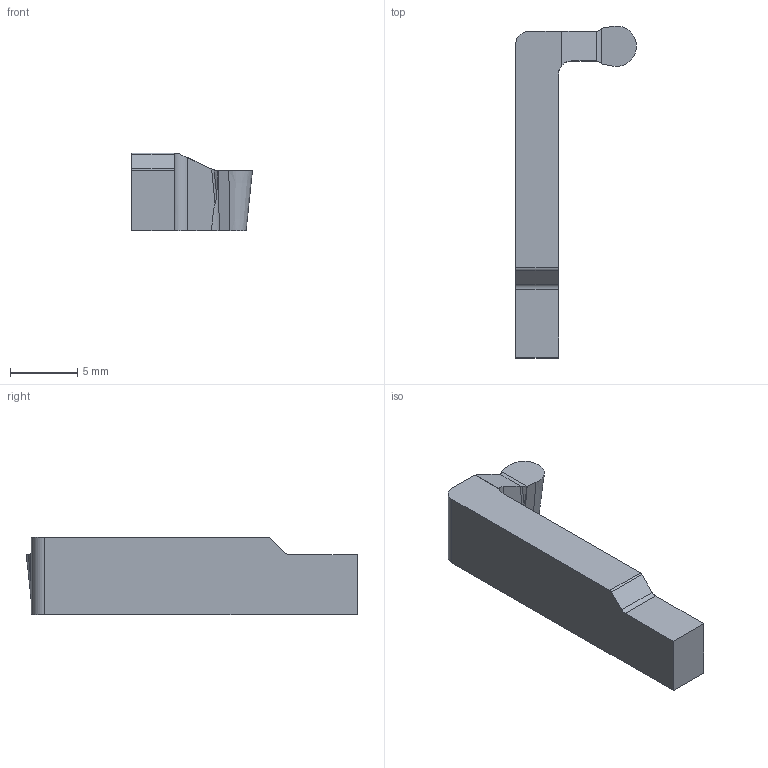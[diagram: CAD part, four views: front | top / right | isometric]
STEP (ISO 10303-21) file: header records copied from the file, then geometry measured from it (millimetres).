
FILE_DESCRIPTION(/* description */ (''),/* implementation_level */ '2;1');
FILE_NAME(/* name */ 'aaa326891_a.stp',/* time_stamp */ '2018-11-14T13:57:35+01:00',/* author */ (''),/* organization */ ('SMS'),/* preprocessor_version */ 'ST-DEVELOPER v15',/* originating_system */ 'SIEMENS PLM Software NX 8.5',/* authorisation */ '');
FILE_SCHEMA (('AUTOMOTIVE_DESIGN { 1 0 10303 214 3 1 1 1 }'));
Length unit declared in the file: millimetre
Products named in the file (1): AAA326891_A
Bounding box: 9 x 24.7 x 5.79 mm (x, y, z)
Volume: 485 mm3; surface area: 524.7 mm2
Topology: 1 solids, 1 shells, 30 faces, 85 edges, 59 vertices
Faces by surface type: plane 13, cylinder 10, bspline 4, cone 3
Entity records: 1177 total; most frequent: CARTESIAN_POINT 368, ORIENTED_EDGE 168, DIRECTION 147, EDGE_CURVE 84, VERTEX_POINT 56, AXIS2_PLACEMENT_3D 54, LINE 39, VECTOR 39
